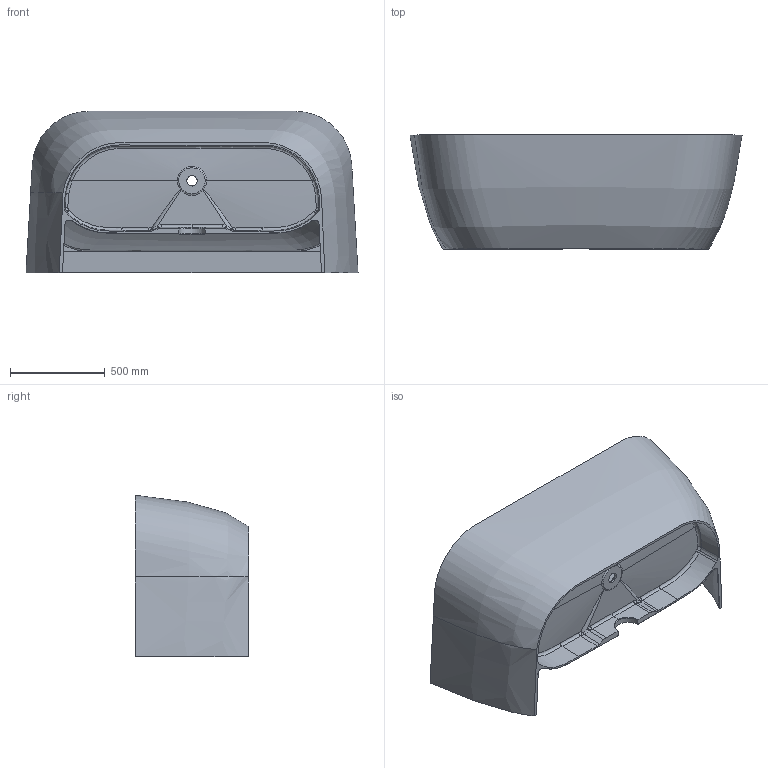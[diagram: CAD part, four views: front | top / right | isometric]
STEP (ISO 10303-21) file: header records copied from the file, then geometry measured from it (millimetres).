
FILE_DESCRIPTION (( 'STEP AP214' ), '1' );
FILE_NAME ('Maddalena.STEP', '2020-08-26T06:04:35', ( '' ), ( '' ), 'SwSTEP 2.0', 'SolidWorks 2018', '' );
FILE_SCHEMA (( 'AUTOMOTIVE_DESIGN' ));
Length unit declared in the file: millimetre
Products named in the file (1): Maddalena
Bounding box: 1748.84 x 600 x 850 mm (x, y, z)
Volume: 70252401.2 mm3; surface area: 7261154.1 mm2
Topology: 1 solids, 1 shells, 189 faces, 482 edges, 296 vertices
Faces by surface type: bspline 145, plane 17, cylinder 16, torus 7, cone 4
Entity records: 33501 total; most frequent: CARTESIAN_POINT 29990, ORIENTED_EDGE 964, EDGE_CURVE 482, DIRECTION 384, B_SPLINE_CURVE_WITH_KNOTS 304, VERTEX_POINT 296, EDGE_LOOP 192, FACE_OUTER_BOUND 189
